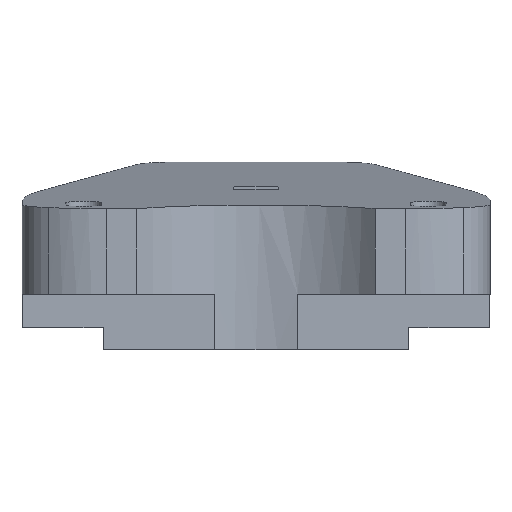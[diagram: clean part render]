
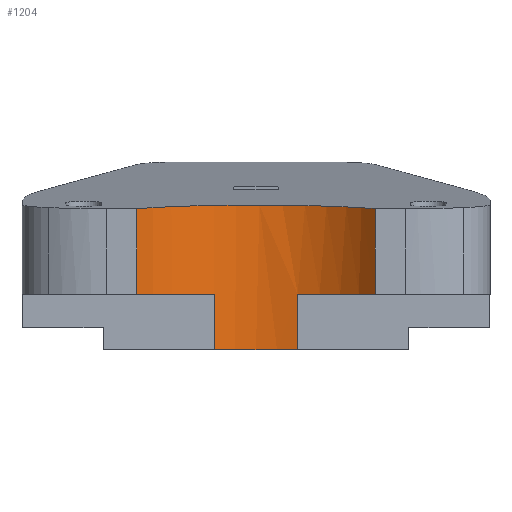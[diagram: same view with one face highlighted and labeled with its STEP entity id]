
A CAD part, left-side view. The second image highlights one B-rep face of the part: STEP entity #1204.
In plain terms, the highlighted cylindrical face has radius 14 mm (diameter 28 mm), a partial arc.
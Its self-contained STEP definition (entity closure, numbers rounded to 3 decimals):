
#31=ELLIPSE('',#1279,14.031,14.);
#49=CYLINDRICAL_SURFACE('',#1298,14.);
#56=CIRCLE('',#1242,14.);
#73=CIRCLE('',#1299,14.);
#74=CIRCLE('',#1300,14.);
#112=FACE_OUTER_BOUND('',#175,.T.);
#175=EDGE_LOOP('',(#961,#962,#963,#964,#965,#966,#967,#968));
#213=LINE('',#1690,#349);
#233=LINE('',#1731,#369);
#290=LINE('',#1927,#426);
#291=LINE('',#1928,#427);
#349=VECTOR('',#1347,10.);
#369=VECTOR('',#1381,10.);
#426=VECTOR('',#1552,10.);
#427=VECTOR('',#1553,10.);
#485=VERTEX_POINT('',#1688);
#486=VERTEX_POINT('',#1689);
#499=VERTEX_POINT('',#1726);
#500=VERTEX_POINT('',#1730);
#546=VERTEX_POINT('',#1867);
#547=VERTEX_POINT('',#1869);
#563=VERTEX_POINT('',#1923);
#564=VERTEX_POINT('',#1925);
#603=EDGE_CURVE('',#485,#486,#213,.T.);
#622=EDGE_CURVE('',#499,#485,#56,.T.);
#624=EDGE_CURVE('',#500,#499,#233,.T.);
#685=EDGE_CURVE('',#547,#546,#31,.F.);
#714=EDGE_CURVE('',#563,#486,#73,.T.);
#715=EDGE_CURVE('',#500,#564,#74,.T.);
#716=EDGE_CURVE('',#547,#564,#290,.T.);
#717=EDGE_CURVE('',#563,#546,#291,.T.);
#961=ORIENTED_EDGE('',*,*,#714,.T.);
#962=ORIENTED_EDGE('',*,*,#603,.F.);
#963=ORIENTED_EDGE('',*,*,#622,.F.);
#964=ORIENTED_EDGE('',*,*,#624,.F.);
#965=ORIENTED_EDGE('',*,*,#715,.T.);
#966=ORIENTED_EDGE('',*,*,#716,.F.);
#967=ORIENTED_EDGE('',*,*,#685,.T.);
#968=ORIENTED_EDGE('',*,*,#717,.F.);
#1204=ADVANCED_FACE('',(#112),#49,.F.);
#1242=AXIS2_PLACEMENT_3D('',#1727,#1376,#1377);
#1279=AXIS2_PLACEMENT_3D('',#1870,#1490,#1491);
#1298=AXIS2_PLACEMENT_3D('',#1922,#1546,#1547);
#1299=AXIS2_PLACEMENT_3D('',#1924,#1548,#1549);
#1300=AXIS2_PLACEMENT_3D('',#1926,#1550,#1551);
#1347=DIRECTION('',(0.,0.,1.));
#1376=DIRECTION('center_axis',(0.,0.,1.));
#1377=DIRECTION('ref_axis',(-1.,0.,0.));
#1381=DIRECTION('',(0.,0.,-1.));
#1490=DIRECTION('center_axis',(0.066,0.,-0.998));
#1491=DIRECTION('ref_axis',(-0.998,0.,-0.066));
#1546=DIRECTION('center_axis',(0.,0.,
1.));
#1547=DIRECTION('ref_axis',(1.,0.,0.));
#1548=DIRECTION('center_axis',(0.,0.,-1.));
#1549=DIRECTION('ref_axis',(-1.,0.,0.));
#1550=DIRECTION('center_axis',(0.,0.,
-1.));
#1551=DIRECTION('ref_axis',(-1.,0.,0.));
#1552=DIRECTION('',(0.,0.,-1.));
#1553=DIRECTION('',(0.,0.,1.));
#1688=CARTESIAN_POINT('',(-27.762,-0.25,-9.));
#1689=CARTESIAN_POINT('',(-27.762,-0.25,-4.));
#1690=CARTESIAN_POINT('',(-27.762,-0.25,-7.));
#1726=CARTESIAN_POINT('',(-27.762,-7.75,-9.));
#1727=CARTESIAN_POINT('Origin',(-41.25,-4.,-9.));
#1730=CARTESIAN_POINT('',(-27.762,-7.75,-4.));
#1731=CARTESIAN_POINT('',(-27.762,-7.75,-7.));
#1867=CARTESIAN_POINT('',(-32.25,6.724,3.704));
#1869=CARTESIAN_POINT('',(-32.25,-14.724,3.704));
#1870=CARTESIAN_POINT('Origin',(-41.25,-4.,3.107));
#1922=CARTESIAN_POINT('Origin',(-41.25,-4.,-7.));
#1923=CARTESIAN_POINT('',(-32.25,6.724,-4.));
#1924=CARTESIAN_POINT('Origin',(-41.25,-4.,-4.));
#1925=CARTESIAN_POINT('',(-32.25,-14.724,-4.));
#1926=CARTESIAN_POINT('Origin',(-41.25,-4.,-4.));
#1927=CARTESIAN_POINT('',(-32.25,-14.724,-7.));
#1928=CARTESIAN_POINT('',(-32.25,6.724,-7.));
